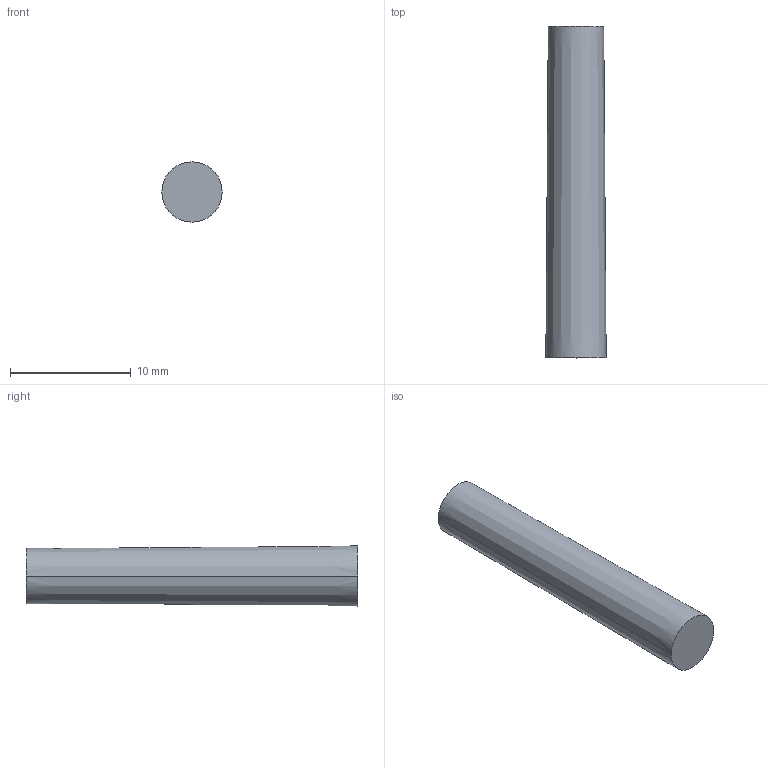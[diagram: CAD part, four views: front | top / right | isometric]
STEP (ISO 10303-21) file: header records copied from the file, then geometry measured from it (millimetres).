
FILE_DESCRIPTION(('OneSpaceDesigner STEP Export'),'2;1');
FILE_NAME('0201689_mps_ih_bu.stp','2004-06-01T 8:36:41',(''),(''),'OneSpace Designer STEP processor (Jan. 2003) for AP203(Solid Model)','OneSpace Designer 12.01C 26-Mar-2004 (C) CoCreate Software GmbH','');
FILE_SCHEMA(('CONFIG_CONTROL_DESIGN'));
Length unit declared in the file: millimetre
Products named in the file (2): 0201689_mps_ih_bu
Assembly tree (1 placements, depth 2):
  0201689_mps_ih_bu
    0201689_mps_ih_bu
Bounding box: 5 x 27.5 x 5 mm (x, y, z)
Volume: 497.9 mm3; surface area: 451 mm2
Topology: 1 solids, 1 shells, 4 faces, 6 edges, 4 vertices
Faces by surface type: cone 2, plane 2
Entity records: 333 total; most frequent: DIRECTION 16, PERSON 16, ORGANIZATION 16, PERSON_AND_ORGANIZATION 16, CARTESIAN_POINT 13, ORIENTED_EDGE 12, CALENDAR_DATE 12, COORDINATED_UNIVERSAL_TIME_OFFSET 12
